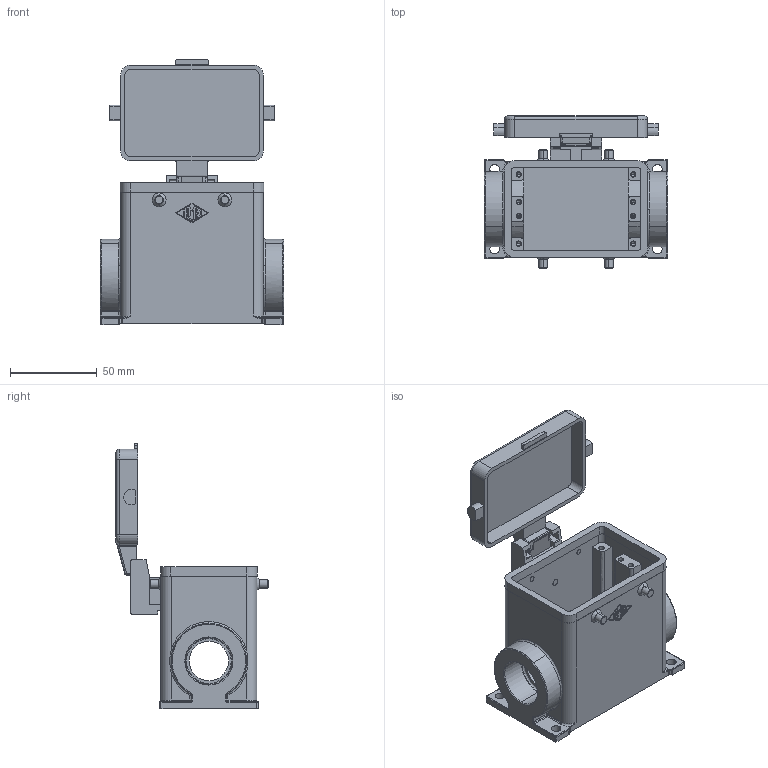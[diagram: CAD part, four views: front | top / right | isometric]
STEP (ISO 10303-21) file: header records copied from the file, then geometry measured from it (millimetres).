
FILE_DESCRIPTION((''),'2;1');
FILE_NAME('CHP 50 CS2.stp','2006-12-20T15:08:24',('gembarski'),(''),'Autodesk Inventor 7','Autodesk Inventor 7','');
FILE_SCHEMA(('AUTOMOTIVE_DESIGN { 1 0 10303 214 1 1 1 1 }'));
Length unit declared in the file: millimetre
Products named in the file (1): CHP 50 CS2
Bounding box: 106 x 87.8 x 153.15 mm (x, y, z)
Volume: 171147.8 mm3; surface area: 79987.7 mm2
Topology: 3 solids, 3 shells, 608 faces, 1563 edges, 970 vertices
Faces by surface type: cylinder 239, plane 180, bspline 137, torus 32, cone 18, sphere 2
Entity records: 20893 total; most frequent: CARTESIAN_POINT 6189, DIRECTION 3129, ORIENTED_EDGE 3074, EDGE_CURVE 1537, AXIS2_PLACEMENT_3D 1158, VERTEX_POINT 970, VECTOR 813, LINE 813
